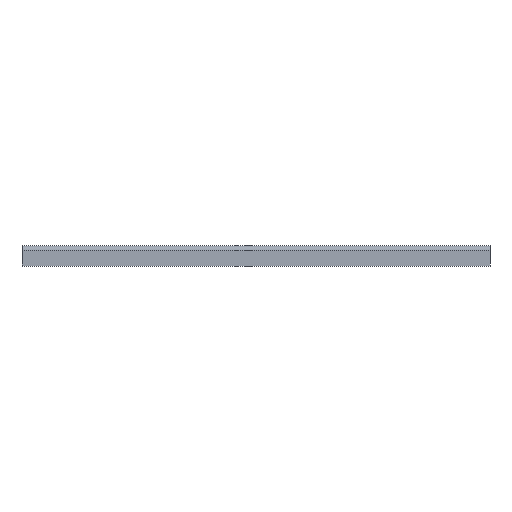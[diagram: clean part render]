
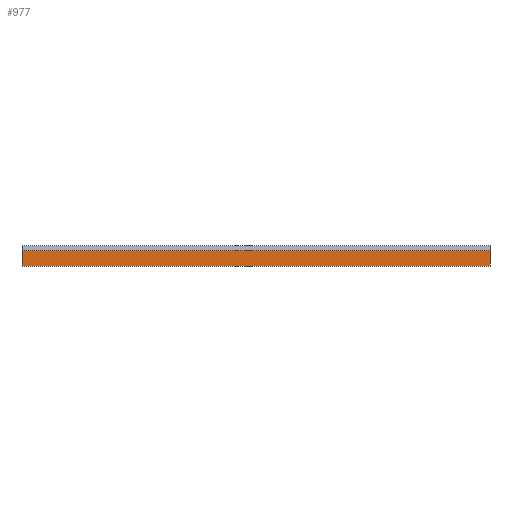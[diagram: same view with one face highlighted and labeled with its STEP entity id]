
A CAD part, front view. The second image highlights one B-rep face of the part: STEP entity #977.
In plain terms, the highlighted planar face has unit normal (0, -1, 0).
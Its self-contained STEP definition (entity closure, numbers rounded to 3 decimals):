
#27=PLANE('',#1073);
#77=FACE_OUTER_BOUND('',#127,.T.);
#127=EDGE_LOOP('',(#801,#802,#803,#804));
#150=LINE('',#1382,#262);
#182=LINE('',#1476,#294);
#226=LINE('',#1594,#338);
#227=LINE('',#1596,#339);
#262=VECTOR('',#1104,10.);
#294=VECTOR('',#1168,10.);
#338=VECTOR('',#1294,10.);
#339=VECTOR('',#1297,10.);
#405=VERTEX_POINT('',#1375);
#408=VERTEX_POINT('',#1380);
#454=VERTEX_POINT('',#1474);
#487=VERTEX_POINT('',#1592);
#504=EDGE_CURVE('',#408,#405,#150,.T.);
#551=EDGE_CURVE('',#408,#454,#182,.T.);
#610=EDGE_CURVE('',#454,#487,#226,.T.);
#611=EDGE_CURVE('',#405,#487,#227,.T.);
#801=ORIENTED_EDGE('',*,*,#504,.F.);
#802=ORIENTED_EDGE('',*,*,#551,.T.);
#803=ORIENTED_EDGE('',*,*,#610,.T.);
#804=ORIENTED_EDGE('',*,*,#611,.F.);
#977=ADVANCED_FACE('',(#77),#27,.T.);
#1073=AXIS2_PLACEMENT_3D('',#1595,#1295,#1296);
#1104=DIRECTION('',(1.,0.,0.));
#1168=DIRECTION('',(0.,0.,-1.));
#1294=DIRECTION('',(1.,0.,0.));
#1295=DIRECTION('center_axis',(0.,-1.,0.));
#1296=DIRECTION('ref_axis',(0.,0.,-1.));
#1297=DIRECTION('',(0.,0.,-1.));
#1375=CARTESIAN_POINT('',(70.,-11.,2.3));
#1380=CARTESIAN_POINT('',(0.,-11.,2.3));
#1382=CARTESIAN_POINT('',(0.,-11.,2.3));
#1474=CARTESIAN_POINT('',(0.,-11.,0.));
#1476=CARTESIAN_POINT('',(0.,-11.,3.));
#1592=CARTESIAN_POINT('',(70.,-11.,0.));
#1594=CARTESIAN_POINT('',(0.,-11.,0.));
#1595=CARTESIAN_POINT('Origin',(0.,-11.,3.));
#1596=CARTESIAN_POINT('',(70.,-11.,3.));
